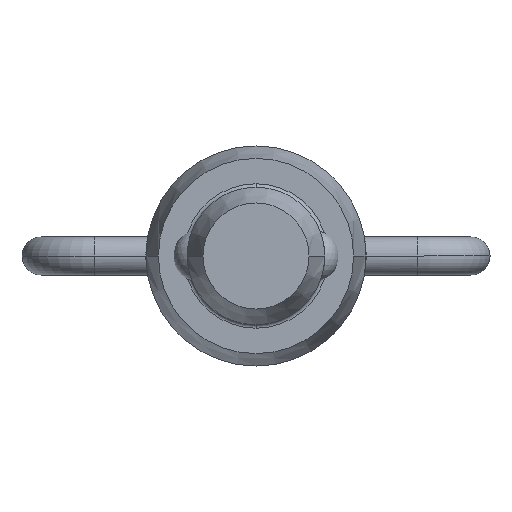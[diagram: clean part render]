
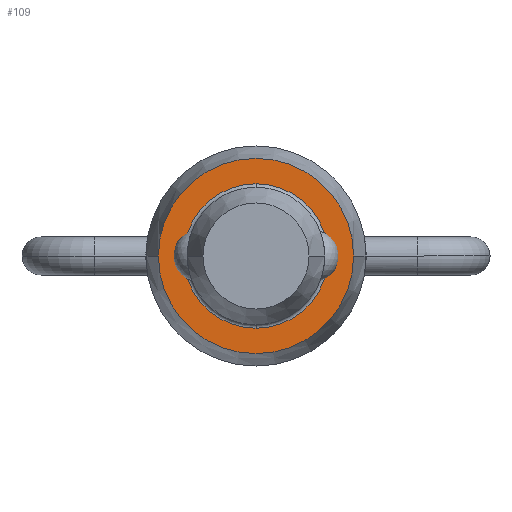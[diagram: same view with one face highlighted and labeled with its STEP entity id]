
A CAD part, front view. The second image highlights one B-rep face of the part: STEP entity #109.
In plain terms, the highlighted planar face has unit normal (0, -1, 0).
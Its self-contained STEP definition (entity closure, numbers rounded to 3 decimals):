
#109=ADVANCED_FACE('',(#230,#231),#232,.T.);
#230=FACE_OUTER_BOUND('',#363,.T.);
#231=FACE_BOUND('',#364,.T.);
#232=PLANE('',#365);
#363=EDGE_LOOP('',(#619,#620));
#364=EDGE_LOOP('',(#621,#622,#623));
#365=AXIS2_PLACEMENT_3D('',#624,#625,#626);
#619=ORIENTED_EDGE('',*,*,#834,.T.);
#620=ORIENTED_EDGE('',*,*,#821,.T.);
#621=ORIENTED_EDGE('',*,*,#862,.T.);
#622=ORIENTED_EDGE('',*,*,#899,.T.);
#623=ORIENTED_EDGE('',*,*,#863,.T.);
#624=CARTESIAN_POINT('',(-5.259,0.0,0.0));
#625=DIRECTION('',(0.,-1.0,0.0));
#626=DIRECTION('',(1.0,0.,0.0));
#821=EDGE_CURVE('',#989,#986,#990,.T.);
#834=EDGE_CURVE('',#986,#989,#1007,.T.);
#862=EDGE_CURVE('',#1050,#1048,#1051,.T.);
#863=EDGE_CURVE('',#1052,#1050,#1053,.T.);
#899=EDGE_CURVE('',#1048,#1052,#1103,.T.);
#986=VERTEX_POINT('',#1293);
#989=VERTEX_POINT('',#1297);
#990=CIRCLE('',#1298,5.632);
#1007=CIRCLE('',#1316,5.632);
#1048=VERTEX_POINT('',#1389);
#1050=VERTEX_POINT('',#1391);
#1051=CIRCLE('',#1392,4.169);
#1052=VERTEX_POINT('',#1393);
#1053=CIRCLE('',#1394,4.169);
#1103=CIRCLE('',#1506,4.169);
#1293=CARTESIAN_POINT('',(-5.632,0.0,0.0));
#1297=CARTESIAN_POINT('',(5.632,0.,0.));
#1298=AXIS2_PLACEMENT_3D('',#1583,#1584,#1585);
#1316=AXIS2_PLACEMENT_3D('',#1611,#1612,#1613);
#1389=CARTESIAN_POINT('',(0.,0.,4.169));
#1391=CARTESIAN_POINT('',(-4.169,0.0,0.0));
#1392=AXIS2_PLACEMENT_3D('',#1659,#1660,#1661);
#1393=CARTESIAN_POINT('',(0.,0.,-4.169));
#1394=AXIS2_PLACEMENT_3D('',#1662,#1663,#1664);
#1506=AXIS2_PLACEMENT_3D('',#1714,#1715,#1716);
#1583=CARTESIAN_POINT('',(0.,0.0,0.));
#1584=DIRECTION('',(0.,-1.0,0.0));
#1585=DIRECTION('',(-1.0,0.,0.0));
#1611=CARTESIAN_POINT('',(0.,0.0,0.));
#1612=DIRECTION('',(0.,-1.0,0.0));
#1613=DIRECTION('',(-1.0,0.,0.0));
#1659=CARTESIAN_POINT('',(0.,0.0,0.0));
#1660=DIRECTION('',(0.,1.0,0.0));
#1661=DIRECTION('',(-1.0,0.,0.0));
#1662=CARTESIAN_POINT('',(0.,0.0,0.0));
#1663=DIRECTION('',(0.,1.0,0.0));
#1664=DIRECTION('',(-1.0,0.,0.0));
#1714=CARTESIAN_POINT('',(0.,0.0,0.0));
#1715=DIRECTION('',(0.,1.0,0.0));
#1716=DIRECTION('',(-1.0,0.,0.0));
